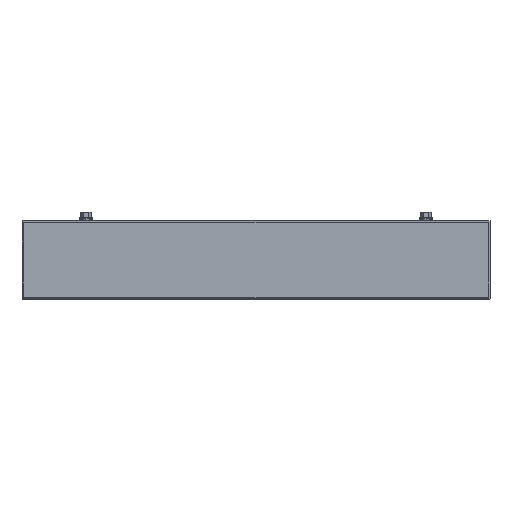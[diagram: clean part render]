
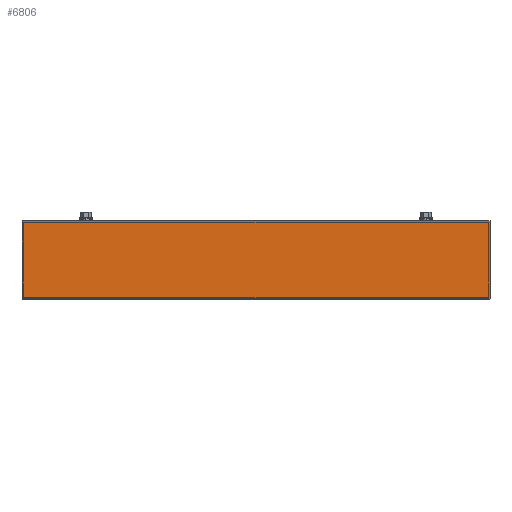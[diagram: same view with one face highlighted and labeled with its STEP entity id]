
A CAD part, top view. The second image highlights one B-rep face of the part: STEP entity #6806.
In plain terms, the highlighted face is planar.
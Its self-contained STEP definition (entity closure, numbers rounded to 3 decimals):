
#179 = VECTOR ( 'NONE', #5352, 1000. ) ;
#1501 = CARTESIAN_POINT ( 'NONE',  ( 0., 50., 0. ) ) ;
#1514 = CARTESIAN_POINT ( 'NONE',  ( 600., 50., 0. ) ) ;
#1522 = PLANE ( 'NONE',  #6184 ) ;
#1619 = FACE_OUTER_BOUND ( 'NONE', #9166, .T. ) ;
#1691 = EDGE_CURVE ( 'NONE', #4690, #9955, #3885, .T. ) ;
#1826 = VECTOR ( 'NONE', #5392, 1000. ) ;
#2169 = LINE ( 'NONE', #2459, #3984 ) ;
#2279 = EDGE_CURVE ( 'NONE', #9955, #7091, #4459, .T. ) ;
#2307 = ORIENTED_EDGE ( 'NONE', *, *, #5048, .F. ) ;
#2312 = CARTESIAN_POINT ( 'NONE',  ( 0., 50., 0. ) ) ;
#2357 = LINE ( 'NONE', #2312, #1826 ) ;
#2395 = ORIENTED_EDGE ( 'NONE', *, *, #5290, .F. ) ;
#2459 = CARTESIAN_POINT ( 'NONE',  ( 0., 50., 0. ) ) ;
#3131 = DIRECTION ( 'NONE',  ( -1., 0., 0. ) ) ;
#3885 = LINE ( 'NONE', #3986, #4679 ) ;
#3984 = VECTOR ( 'NONE', #3131, 1000. ) ;
#3986 = CARTESIAN_POINT ( 'NONE',  ( 0., -50., 0. ) ) ;
#4110 = CARTESIAN_POINT ( 'NONE',  ( 600., 50., 0. ) ) ;
#4459 = LINE ( 'NONE', #1514, #179 ) ;
#4479 = ORIENTED_EDGE ( 'NONE', *, *, #1691, .F. ) ;
#4679 = VECTOR ( 'NONE', #6407, 1000. ) ;
#4690 = VERTEX_POINT ( 'NONE', #7880 ) ;
#5048 = EDGE_CURVE ( 'NONE', #7091, #9420, #2169, .T. ) ;
#5290 = EDGE_CURVE ( 'NONE', #9420, #4690, #2357, .T. ) ;
#5352 = DIRECTION ( 'NONE',  ( 0., 1., 0. ) ) ;
#5392 = DIRECTION ( 'NONE',  ( 0., -1., 0. ) ) ;
#5461 = DIRECTION ( 'NONE',  ( 0., 0., 1. ) ) ;
#6017 = CARTESIAN_POINT ( 'NONE',  ( 600., -50., 0. ) ) ;
#6184 = AXIS2_PLACEMENT_3D ( 'NONE', #9341, #5461, #7641 ) ;
#6407 = DIRECTION ( 'NONE',  ( 1., 0., 0. ) ) ;
#6588 = ORIENTED_EDGE ( 'NONE', *, *, #2279, .F. ) ;
#6806 = ADVANCED_FACE ( 'NONE', ( #1619 ), #1522, .F. ) ;
#7091 = VERTEX_POINT ( 'NONE', #4110 ) ;
#7641 = DIRECTION ( 'NONE',  ( 1., 0., 0. ) ) ;
#7880 = CARTESIAN_POINT ( 'NONE',  ( 0., -50., 0. ) ) ;
#9166 = EDGE_LOOP ( 'NONE', ( #2395, #2307, #6588, #4479 ) ) ;
#9341 = CARTESIAN_POINT ( 'NONE',  ( 0., 0., 0. ) ) ;
#9420 = VERTEX_POINT ( 'NONE', #1501 ) ;
#9955 = VERTEX_POINT ( 'NONE', #6017 ) ;
